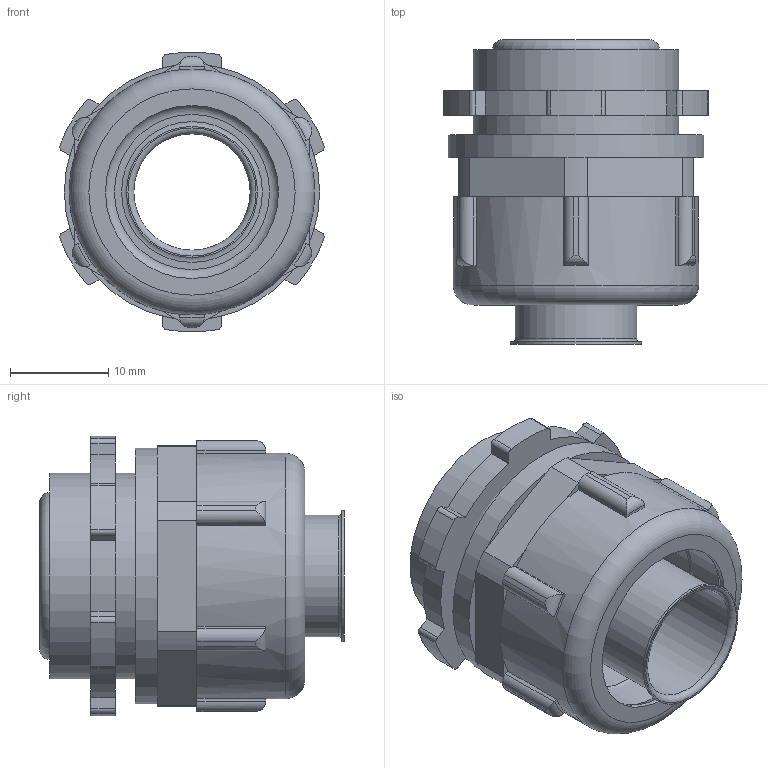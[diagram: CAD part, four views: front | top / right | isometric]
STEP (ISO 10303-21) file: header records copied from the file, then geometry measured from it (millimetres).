
FILE_DESCRIPTION(('STEP AP203'), '1');
FILE_NAME('Ìóôòà ââîäíàÿ äëÿ ìåòàëëîðóêàâà ÂÌ-12 ãàéêà ïîä ãàçîâûé êëþ÷', '', ('UNSPECIFIED'), ('UNSPECIFIED'), 'ASCON STEP Converter 1.6', 'ASCON Math Kernel', '');
FILE_SCHEMA(('CONFIG_CONTROL_DESIGN'));
Length unit declared in the file: millimetre
Products named in the file (1): -01
Bounding box: 26.92 x 31 x 28.45 mm (x, y, z)
Volume: 6726.4 mm3; surface area: 11952.4 mm2
Topology: 7 solids, 7 shells, 144 faces, 375 edges, 254 vertices
Faces by surface type: cylinder 68, plane 59, torus 16, cone 1
Full cylindrical faces by diameter (mm): 11.841 x1, 12.341 x1, 13.341 x1, 13.7 x1, 15 x1, 15.5 x1, 17.6 x1, 17.8 x1, 18 x1, 18.3 x1, 19.3 x1, 20 x3, 20.5 x1, 20.955 x1, 21.835 x1, 22 x1, 25 x1, 26 x1
Entity records: 5788 total; most frequent: CARTESIAN_POINT 967, DIRECTION 786, ORIENTED_EDGE 688, EDGE_CURVE 344, AXIS2_PLACEMENT_3D 321, VERTEX_POINT 254, EDGE_LOOP 198, CIRCLE 176
